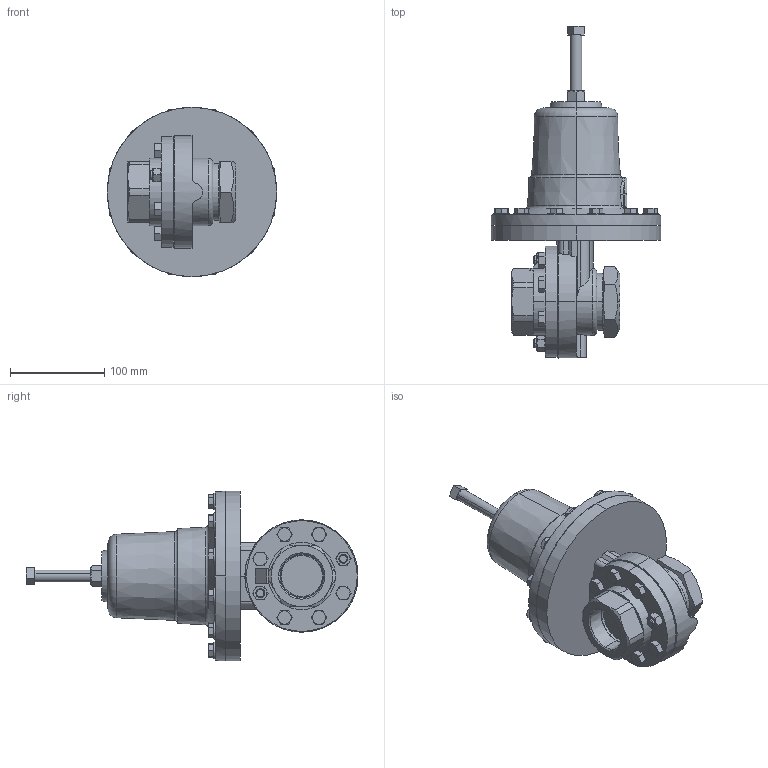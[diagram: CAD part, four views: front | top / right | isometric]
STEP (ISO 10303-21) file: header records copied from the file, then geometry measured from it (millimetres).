
FILE_DESCRIPTION (( 'STEP AP203' ), '1' );
FILE_NAME ('63-150-DI+BR-PT.STEP', '2017-07-25T12:34:45', ( '' ), ( '' ), 'SwSTEP 2.0', 'SolidWorks 2014', '' );
FILE_SCHEMA (( 'CONFIG_CONTROL_DESIGN' ));
Length unit declared in the file: inch
Products named in the file (2): 63-150-DI+BR-PT
Bounding box: 179.32 x 351.62 x 179.32 mm (x, y, z)
Volume: 2188937.8 mm3; surface area: 198947.2 mm2
Topology: 1 solids, 1 shells, 563 faces, 1340 edges, 820 vertices
Faces by surface type: plane 236, cone 183, cylinder 117, torus 14, bspline 11, sphere 2
Entity records: 18398 total; most frequent: CARTESIAN_POINT 5581, ORIENTED_EDGE 2680, DIRECTION 2573, EDGE_CURVE 1340, AXIS2_PLACEMENT_3D 1055, VERTEX_POINT 820, EDGE_LOOP 642, ADVANCED_FACE 563
